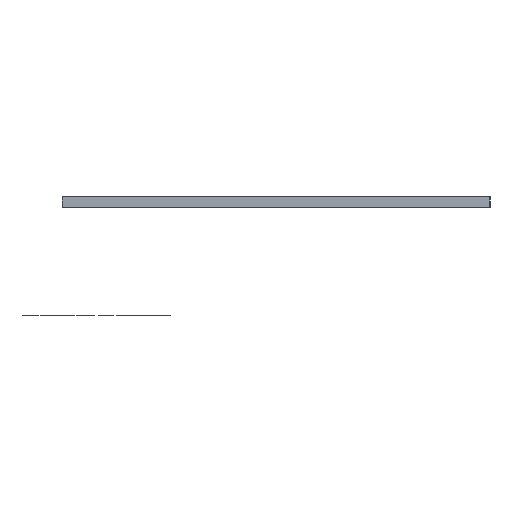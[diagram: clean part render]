
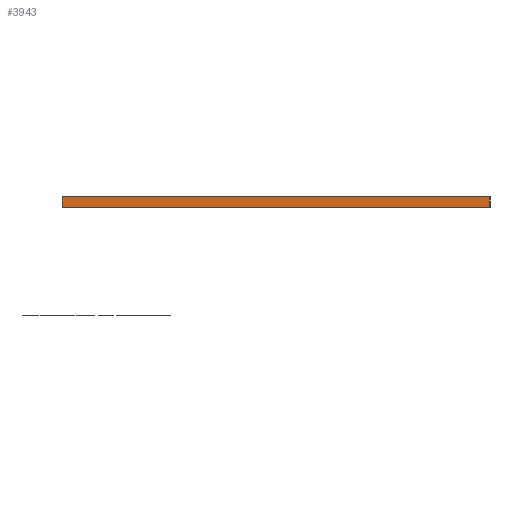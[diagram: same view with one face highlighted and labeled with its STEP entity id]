
A CAD part, front view. The second image highlights one B-rep face of the part: STEP entity #3943.
In plain terms, the highlighted planar face has unit normal (0, -1, 0).
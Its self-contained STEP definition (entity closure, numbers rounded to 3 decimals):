
#469=FACE_OUTER_BOUND('',#680,.T.);
#680=EDGE_LOOP('',(#2682,#2683,#2684,#2685));
#991=LINE('',#5291,#1354);
#992=LINE('',#5293,#1355);
#993=LINE('',#5295,#1356);
#994=LINE('',#5296,#1357);
#1354=VECTOR('',#4445,8.8);
#1355=VECTOR('',#4446,8.8);
#1356=VECTOR('',#4447,8.8);
#1357=VECTOR('',#4448,8.8);
#1717=VERTEX_POINT('',#5289);
#1718=VERTEX_POINT('',#5290);
#1719=VERTEX_POINT('',#5292);
#1720=VERTEX_POINT('',#5294);
#2103=EDGE_CURVE('',#1717,#1718,#991,.T.);
#2104=EDGE_CURVE('',#1718,#1719,#992,.T.);
#2105=EDGE_CURVE('',#1720,#1719,#993,.T.);
#2106=EDGE_CURVE('',#1717,#1720,#994,.T.);
#2682=ORIENTED_EDGE('',*,*,#2103,.T.);
#2683=ORIENTED_EDGE('',*,*,#2104,.T.);
#2684=ORIENTED_EDGE('',*,*,#2105,.F.);
#2685=ORIENTED_EDGE('',*,*,#2106,.F.);
#3840=PLANE('',#4199);
#3943=ADVANCED_FACE('',(#469),#3840,.T.);
#4199=AXIS2_PLACEMENT_3D('',#5288,#4443,#4444);
#4443=DIRECTION('center_axis',(0.,-1.,0.));
#4444=DIRECTION('ref_axis',(-1.,0.,0.));
#4445=DIRECTION('',(0.,0.,1.));
#4446=DIRECTION('',(-1.,0.,0.));
#4447=DIRECTION('',(0.,0.,1.));
#4448=DIRECTION('',(-1.,0.,0.));
#5288=CARTESIAN_POINT('Origin',(646.54,-678.48,-11.778));
#5289=CARTESIAN_POINT('',(646.54,-678.48,-11.778));
#5290=CARTESIAN_POINT('',(646.54,-678.48,1.51));
#5291=CARTESIAN_POINT('',(646.54,-678.48,-11.778));
#5292=CARTESIAN_POINT('',(118.54,-678.48,1.51));
#5293=CARTESIAN_POINT('',(646.54,-678.48,1.51));
#5294=CARTESIAN_POINT('',(118.54,-678.48,-11.778));
#5295=CARTESIAN_POINT('',(118.54,-678.48,-11.778));
#5296=CARTESIAN_POINT('',(646.54,-678.48,-11.778));
